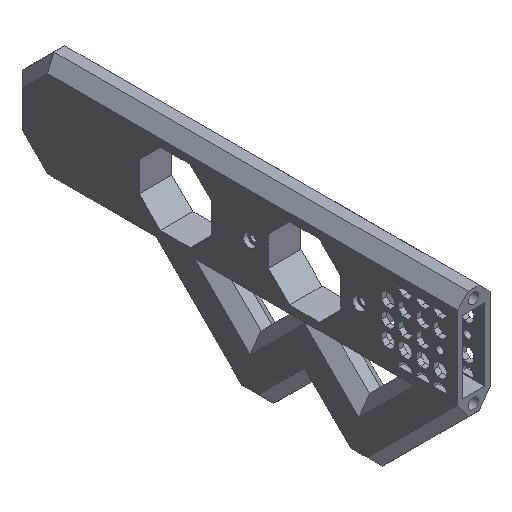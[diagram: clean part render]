
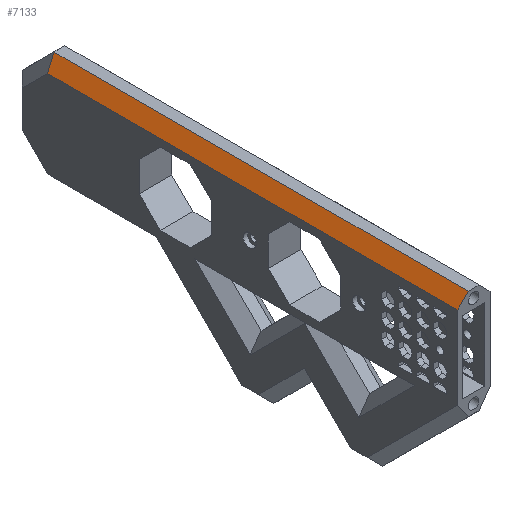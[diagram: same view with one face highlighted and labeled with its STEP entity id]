
A CAD part, isometric view. The second image highlights one B-rep face of the part: STEP entity #7133.
In plain terms, the highlighted planar face has unit normal (-0.707, 0, 0.707).
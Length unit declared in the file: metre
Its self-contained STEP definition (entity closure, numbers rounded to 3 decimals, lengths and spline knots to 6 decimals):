
#715=ORIENTED_EDGE('',*,*,#2494,.F.);
#716=ORIENTED_EDGE('',*,*,#2770,.F.);
#717=ORIENTED_EDGE('',*,*,#2338,.T.);
#718=ORIENTED_EDGE('',*,*,#2337,.T.);
#719=ORIENTED_EDGE('',*,*,#2771,.T.);
#720=ORIENTED_EDGE('',*,*,#2495,.T.);
#2337=EDGE_CURVE('',#3368,#3366,#4045,.T.);
#2338=EDGE_CURVE('',#3369,#3368,#4046,.T.);
#2494=EDGE_CURVE('',#3520,#3522,#4199,.T.);
#2495=EDGE_CURVE('',#3523,#3522,#4200,.T.);
#2770=EDGE_CURVE('',#3369,#3520,#4470,.T.);
#2771=EDGE_CURVE('',#3366,#3523,#4471,.T.);
#3366=VERTEX_POINT('',#10110);
#3368=VERTEX_POINT('',#10113);
#3369=VERTEX_POINT('',#10115);
#3520=VERTEX_POINT('',#10423);
#3522=VERTEX_POINT('',#10426);
#3523=VERTEX_POINT('',#10428);
#4045=LINE('',#10112,#5047);
#4046=LINE('',#10114,#5048);
#4199=LINE('',#10425,#5201);
#4200=LINE('',#10427,#5202);
#4470=LINE('',#10976,#5472);
#4471=LINE('',#10977,#5473);
#5047=VECTOR('',#8128,1.);
#5048=VECTOR('',#8129,1.);
#5201=VECTOR('',#8292,1.);
#5202=VECTOR('',#8293,1.);
#5472=VECTOR('',#8583,1.);
#5473=VECTOR('',#8584,1.);
#5942=EDGE_LOOP('',(#715,#716,#717,#718,#719,#720));
#6404=FACE_BOUND('',#5942,.T.);
#6782=PLANE('',#7524);
#7133=ADVANCED_FACE('',(#6404),#6782,.T.);
#7524=AXIS2_PLACEMENT_3D('',#10975,#8581,#8582);
#8128=DIRECTION('',(0.,1.,0.));
#8129=DIRECTION('',(0.,1.,0.));
#8292=DIRECTION('',(0.,1.,0.));
#8293=DIRECTION('',(0.,-1.,0.));
#8581=DIRECTION('',(-0.707,0.,0.707));
#8582=DIRECTION('',(-0.707,0.,-0.707));
#8583=DIRECTION('',(-0.707,0.,-0.707));
#8584=DIRECTION('',(-0.679,-0.281,-0.679));
#10110=CARTESIAN_POINT('',(-0.1025,0.150755,0.025));
#10112=CARTESIAN_POINT('',(-0.1025,-0.04,0.025));
#10113=CARTESIAN_POINT('',(-0.1025,0.1404,0.025));
#10114=CARTESIAN_POINT('',(-0.1025,-0.04,0.025));
#10115=CARTESIAN_POINT('',(-0.1025,-0.04,0.025));
#10423=CARTESIAN_POINT('',(-0.1075,-0.04,0.02));
#10425=CARTESIAN_POINT('',(-0.1075,-0.04,0.02));
#10426=CARTESIAN_POINT('',(-0.1075,0.1404,0.02));
#10427=CARTESIAN_POINT('',(-0.1075,-0.04,0.02));
#10428=CARTESIAN_POINT('',(-0.1075,0.148684,0.02));
#10975=CARTESIAN_POINT('',(-0.105,-0.04,0.0225));
#10976=CARTESIAN_POINT('',(-0.105,-0.04,0.0225));
#10977=CARTESIAN_POINT('',(-0.14349,0.133777,-0.01599));
